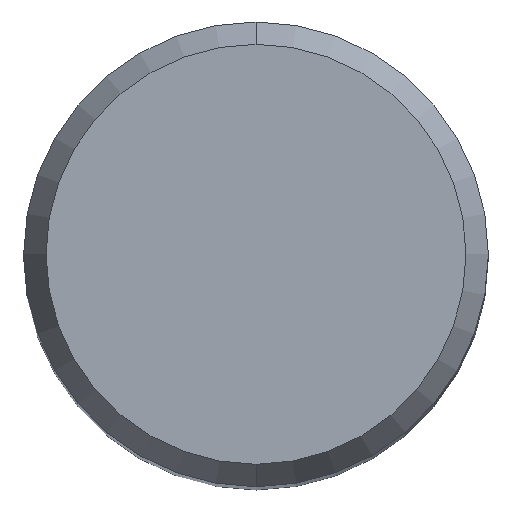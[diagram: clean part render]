
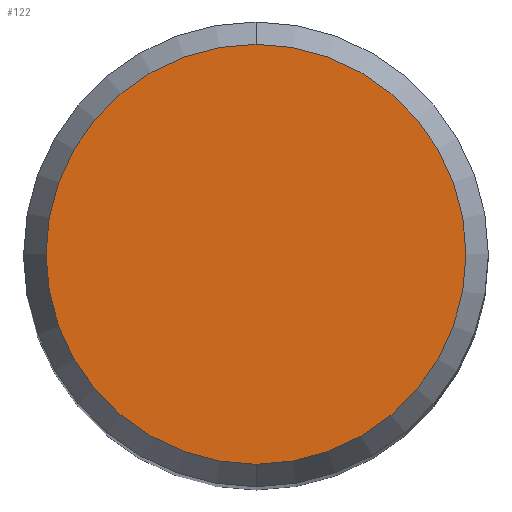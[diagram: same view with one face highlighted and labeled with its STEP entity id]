
A CAD part, top view. The second image highlights one B-rep face of the part: STEP entity #122.
In plain terms, the highlighted planar face has unit normal (0, 0, 1).
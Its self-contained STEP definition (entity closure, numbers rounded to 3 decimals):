
#122=ADVANCED_FACE('',(#264),#265,.T.);
#154=EDGE_CURVE('',#202,#182,#303,.T.);
#182=VERTEX_POINT('',#335);
#186=EDGE_CURVE('',#182,#202,#339,.T.);
#202=VERTEX_POINT('',#355);
#264=FACE_OUTER_BOUND('',#420,.T.);
#265=PLANE('',#421);
#303=CIRCLE('',#470,4.304);
#335=CARTESIAN_POINT('',(0.0,4.304,0.01));
#339=CIRCLE('',#514,4.304);
#355=CARTESIAN_POINT('',(0.,-4.304,0.01));
#420=EDGE_LOOP('',(#586,#587));
#421=AXIS2_PLACEMENT_3D('',#588,#589,#590);
#470=AXIS2_PLACEMENT_3D('',#652,#653,#654);
#514=AXIS2_PLACEMENT_3D('',#701,#702,#703);
#586=ORIENTED_EDGE('',*,*,#186,.F.);
#587=ORIENTED_EDGE('',*,*,#154,.F.);
#588=CARTESIAN_POINT('',(0.0,2.152,0.01));
#589=DIRECTION('',(-0.0,0.0,1.0));
#590=DIRECTION('',(0.0,-1.0,0.0));
#652=CARTESIAN_POINT('',(0.0,0.0,0.01));
#653=DIRECTION('',(0.0,0.0,-1.0));
#654=DIRECTION('',(0.0,1.0,0.0));
#701=CARTESIAN_POINT('',(0.0,0.0,0.01));
#702=DIRECTION('',(0.0,0.0,-1.0));
#703=DIRECTION('',(0.0,1.0,0.0));
